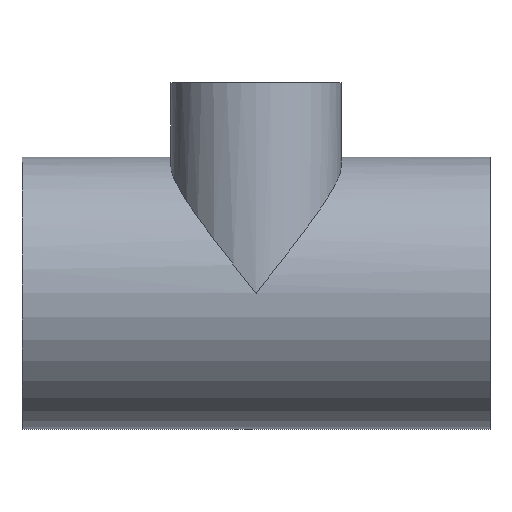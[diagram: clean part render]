
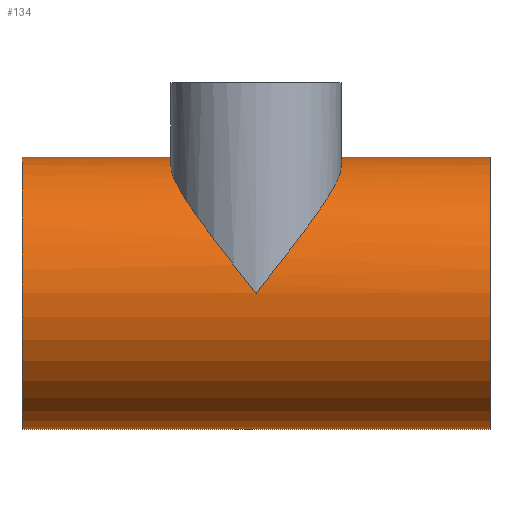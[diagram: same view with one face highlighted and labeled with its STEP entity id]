
A CAD part, front view. The second image highlights one B-rep face of the part: STEP entity #134.
In plain terms, the highlighted cylindrical face has radius 50.8 mm (diameter 101.6 mm), a full revolution.
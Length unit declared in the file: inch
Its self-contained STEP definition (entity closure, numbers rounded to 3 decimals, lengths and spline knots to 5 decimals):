
#17=FACE_BOUND('',#44,.T.);
#22=B_SPLINE_CURVE_WITH_KNOTS('',3,(#305,#306,#307,#308,#309,#310,#311,
#312,#313,#314,#315,#316,#317,#318,#319,#320,#321,#322,#323,#324,#325,#326,
#327,#328,#329,#330,#331,#332,#333,#334,#335,#336,#337,#338,#339,#340,#341,
#342,#343,#344,#345,#346,#347,#348,#349,#350,#351,#352,#353,#354),
 .UNSPECIFIED.,.F.,.F.,(4,2,2,2,2,2,2,2,2,2,2,2,2,2,2,2,2,2,2,2,2,2,2,2,
4),(0.,0.98389,1.96777,2.95166,3.93554,
4.60245,5.26936,5.93627,6.60318,7.20841,
7.81364,8.41888,9.02411,9.63151,10.23891,
10.84632,11.45372,12.06113,12.66853,13.27593,
13.88334,14.48857,15.0938,15.69903,16.30426),
 .UNSPECIFIED.);
#23=B_SPLINE_CURVE_WITH_KNOTS('',3,(#355,#356,#357,#358,#359,#360,#361,
#362,#363,#364,#365,#366,#367,#368,#369,#370,#371,#372),.UNSPECIFIED.,.F.,
 .F.,(4,2,2,2,2,2,2,2,4),(16.30426,16.97117,17.63808,
18.30499,18.9719,19.95579,20.93967,21.92356,
22.90744),.UNSPECIFIED.);
#27=CYLINDRICAL_SURFACE('',#167,2.);
#33=FACE_OUTER_BOUND('',#43,.T.);
#43=EDGE_LOOP('',(#115,#116,#117,#118));
#44=EDGE_LOOP('',(#119,#120));
#54=CIRCLE('',#168,2.);
#55=CIRCLE('',#169,2.);
#60=LINE('',#387,#65);
#65=VECTOR('',#202,2.);
#70=VERTEX_POINT('',#303);
#71=VERTEX_POINT('',#304);
#75=VERTEX_POINT('',#384);
#76=VERTEX_POINT('',#386);
#83=EDGE_CURVE('',#70,#71,#22,.T.);
#84=EDGE_CURVE('',#71,#70,#23,.T.);
#90=EDGE_CURVE('',#75,#75,#54,.T.);
#91=EDGE_CURVE('',#75,#76,#60,.T.);
#92=EDGE_CURVE('',#76,#76,#55,.T.);
#115=ORIENTED_EDGE('',*,*,#90,.F.);
#116=ORIENTED_EDGE('',*,*,#91,.T.);
#117=ORIENTED_EDGE('',*,*,#92,.T.);
#118=ORIENTED_EDGE('',*,*,#91,.F.);
#119=ORIENTED_EDGE('',*,*,#83,.T.);
#120=ORIENTED_EDGE('',*,*,#84,.T.);
#134=ADVANCED_FACE('',(#33,#17),#27,.T.);
#167=AXIS2_PLACEMENT_3D('',#383,#198,#199);
#168=AXIS2_PLACEMENT_3D('',#385,#200,#201);
#169=AXIS2_PLACEMENT_3D('',#388,#203,#204);
#198=DIRECTION('center_axis',(-1.,0.,0.));
#199=DIRECTION('ref_axis',(0.,-1.,0.));
#200=DIRECTION('center_axis',(-1.,0.,0.));
#201=DIRECTION('ref_axis',(0.,-1.,0.));
#202=DIRECTION('',(1.,0.,0.));
#203=DIRECTION('center_axis',(-1.,0.,0.));
#204=DIRECTION('ref_axis',(0.,-1.,0.));
#303=CARTESIAN_POINT('',(0.,-2.,0.));
#304=CARTESIAN_POINT('',(1.25,-0.75,1.85405));
#305=CARTESIAN_POINT('Ctrl Pts',(0.,-2.,0.));
#306=CARTESIAN_POINT('Ctrl Pts',(-0.08008,-2.,0.10129));
#307=CARTESIAN_POINT('Ctrl Pts',(-0.16368,-1.99221,0.20703));
#308=CARTESIAN_POINT('Ctrl Pts',(-0.33195,-1.95817,0.42109));
#309=CARTESIAN_POINT('Ctrl Pts',(-0.41661,-1.93194,0.52941));
#310=CARTESIAN_POINT('Ctrl Pts',(-0.58099,-1.8604,0.74267));
#311=CARTESIAN_POINT('Ctrl Pts',(-0.66075,-1.81508,0.84767));
#312=CARTESIAN_POINT('Ctrl Pts',(-0.80973,-1.70673,1.04888));
#313=CARTESIAN_POINT('Ctrl Pts',(-0.87893,-1.64368,1.14508));
#314=CARTESIAN_POINT('Ctrl Pts',(-0.98195,-1.52606,1.29502));
#315=CARTESIAN_POINT('Ctrl Pts',(-1.02283,-1.47202,1.35659));
#316=CARTESIAN_POINT('Ctrl Pts',(-1.09778,-1.35199,1.47625));
#317=CARTESIAN_POINT('Ctrl Pts',(-1.13183,-1.28597,1.53435));
#318=CARTESIAN_POINT('Ctrl Pts',(-1.18857,-1.14448,1.64259));
#319=CARTESIAN_POINT('Ctrl Pts',(-1.21127,-1.06892,1.69279));
#320=CARTESIAN_POINT('Ctrl Pts',(-1.24199,-0.91225,1.78212));
#321=CARTESIAN_POINT('Ctrl Pts',(-1.25,-0.83113,1.82123));
#322=CARTESIAN_POINT('Ctrl Pts',(-1.25,-0.67637,1.88383));
#323=CARTESIAN_POINT('Ctrl Pts',(-1.24337,-0.59861,1.91005));
#324=CARTESIAN_POINT('Ctrl Pts',(-1.21395,-0.44141,1.95238));
#325=CARTESIAN_POINT('Ctrl Pts',(-1.19113,-0.36197,1.96851));
#326=CARTESIAN_POINT('Ctrl Pts',(-1.12951,-0.20818,1.99065));
#327=CARTESIAN_POINT('Ctrl Pts',(-1.09062,-0.13363,1.99673));
#328=CARTESIAN_POINT('Ctrl Pts',(-0.99976,0.00488,
2.00119));
#329=CARTESIAN_POINT('Ctrl Pts',(-0.94778,0.06885,
1.99962));
#330=CARTESIAN_POINT('Ctrl Pts',(-0.83643,0.18232,1.99249));
#331=CARTESIAN_POINT('Ctrl Pts',(-0.77339,0.23553,1.98665));
#332=CARTESIAN_POINT('Ctrl Pts',(-0.63602,0.3293,1.97327));
#333=CARTESIAN_POINT('Ctrl Pts',(-0.56169,0.36987,1.96578));
#334=CARTESIAN_POINT('Ctrl Pts',(-0.40641,0.43508,1.95239));
#335=CARTESIAN_POINT('Ctrl Pts',(-0.32533,0.45979,1.9465));
#336=CARTESIAN_POINT('Ctrl Pts',(-0.16198,0.49225,1.93855));
#337=CARTESIAN_POINT('Ctrl Pts',(-0.07971,0.5,1.93649));
#338=CARTESIAN_POINT('Ctrl Pts',(0.07971,0.5,1.93649));
#339=CARTESIAN_POINT('Ctrl Pts',(0.16198,0.49225,1.93855));
#340=CARTESIAN_POINT('Ctrl Pts',(0.32533,0.45979,1.9465));
#341=CARTESIAN_POINT('Ctrl Pts',(0.40641,0.43508,1.95239));
#342=CARTESIAN_POINT('Ctrl Pts',(0.56169,0.36987,1.96578));
#343=CARTESIAN_POINT('Ctrl Pts',(0.63602,0.3293,1.97327));
#344=CARTESIAN_POINT('Ctrl Pts',(0.77339,0.23553,1.98665));
#345=CARTESIAN_POINT('Ctrl Pts',(0.83643,0.18232,1.99249));
#346=CARTESIAN_POINT('Ctrl Pts',(0.94778,0.06885,1.99962));
#347=CARTESIAN_POINT('Ctrl Pts',(0.99976,0.00488,
2.00119));
#348=CARTESIAN_POINT('Ctrl Pts',(1.09062,-0.13363,1.99673));
#349=CARTESIAN_POINT('Ctrl Pts',(1.12951,-0.20818,1.99065));
#350=CARTESIAN_POINT('Ctrl Pts',(1.19113,-0.36197,1.96851));
#351=CARTESIAN_POINT('Ctrl Pts',(1.21395,-0.44141,1.95238));
#352=CARTESIAN_POINT('Ctrl Pts',(1.24337,-0.59861,1.91005));
#353=CARTESIAN_POINT('Ctrl Pts',(1.25,-0.67637,1.88383));
#354=CARTESIAN_POINT('Ctrl Pts',(1.25,-0.75,1.85405));
#355=CARTESIAN_POINT('Ctrl Pts',(1.25,-0.75,1.85405));
#356=CARTESIAN_POINT('Ctrl Pts',(1.25,-0.83113,1.82123));
#357=CARTESIAN_POINT('Ctrl Pts',(1.24199,-0.91225,1.78212));
#358=CARTESIAN_POINT('Ctrl Pts',(1.21127,-1.06892,1.69279));
#359=CARTESIAN_POINT('Ctrl Pts',(1.18857,-1.14448,1.64259));
#360=CARTESIAN_POINT('Ctrl Pts',(1.13183,-1.28597,1.53435));
#361=CARTESIAN_POINT('Ctrl Pts',(1.09778,-1.35199,1.47625));
#362=CARTESIAN_POINT('Ctrl Pts',(1.02283,-1.47202,1.35659));
#363=CARTESIAN_POINT('Ctrl Pts',(0.98195,-1.52606,1.29502));
#364=CARTESIAN_POINT('Ctrl Pts',(0.87893,-1.64368,1.14508));
#365=CARTESIAN_POINT('Ctrl Pts',(0.80973,-1.70673,1.04888));
#366=CARTESIAN_POINT('Ctrl Pts',(0.66075,-1.81508,0.84767));
#367=CARTESIAN_POINT('Ctrl Pts',(0.58099,-1.8604,0.74267));
#368=CARTESIAN_POINT('Ctrl Pts',(0.41661,-1.93194,0.52941));
#369=CARTESIAN_POINT('Ctrl Pts',(0.33195,-1.95817,0.42109));
#370=CARTESIAN_POINT('Ctrl Pts',(0.16368,-1.99221,0.20703));
#371=CARTESIAN_POINT('Ctrl Pts',(0.08008,-2.,0.10129));
#372=CARTESIAN_POINT('Ctrl Pts',(0.,-2.,0.));
#383=CARTESIAN_POINT('Origin',(3.4375,0.,0.));
#384=CARTESIAN_POINT('',(-3.4375,2.,0.));
#385=CARTESIAN_POINT('Origin',(-3.4375,0.,0.));
#386=CARTESIAN_POINT('',(3.4375,2.,0.));
#387=CARTESIAN_POINT('',(3.4375,2.,0.));
#388=CARTESIAN_POINT('Origin',(3.4375,0.,0.));
